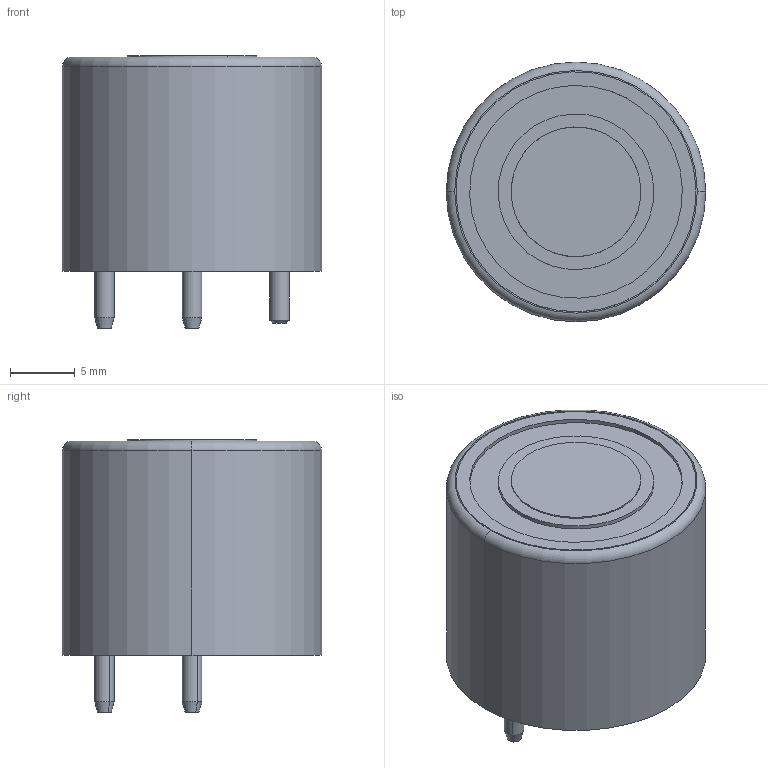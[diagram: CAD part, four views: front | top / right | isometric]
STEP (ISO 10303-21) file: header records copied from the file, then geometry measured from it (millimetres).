
FILE_DESCRIPTION (( 'STEP AP214' ), '1' );
FILE_NAME ('S+4OX Sensor.STEP', '2023-10-05T12:37:38', ( '' ), ( '' ), 'SwSTEP 2.0', 'SolidWorks 2023', '' );
FILE_SCHEMA (( 'AUTOMOTIVE_DESIGN' ));
Length unit declared in the file: millimetre
Products named in the file (5): 40003 - GS+4 Series Connector Pin; 10080 - S+4OX Body (Laser Drilled 16um); 10076 - S+4OX LF Laser Drilled Top 48um; S+4OX Sensor; 40095 - 10mm Dustcover - PAD21MLI
Assembly tree (6 placements, depth 2):
  S+4OX Sensor
    40095 - 10mm Dustcover - PAD21MLI  x2
    10080 - S+4OX Body (Laser Drilled 16um)
    40003 - GS+4 Series Connector Pin  x2
    10076 - S+4OX LF Laser Drilled Top 48um
Bounding box: 20 x 20 x 21 mm (x, y, z)
Volume: 2402.1 mm3; surface area: 3789.3 mm2
Topology: 6 solids, 6 shells, 148 faces, 321 edges, 204 vertices
Faces by surface type: cylinder 79, plane 47, cone 12, torus 10
Entity records: 3783 total; most frequent: DIRECTION 719, CARTESIAN_POINT 616, ORIENTED_EDGE 570, AXIS2_PLACEMENT_3D 301, EDGE_CURVE 285, VERTEX_POINT 182, CIRCLE 164, EDGE_LOOP 151
